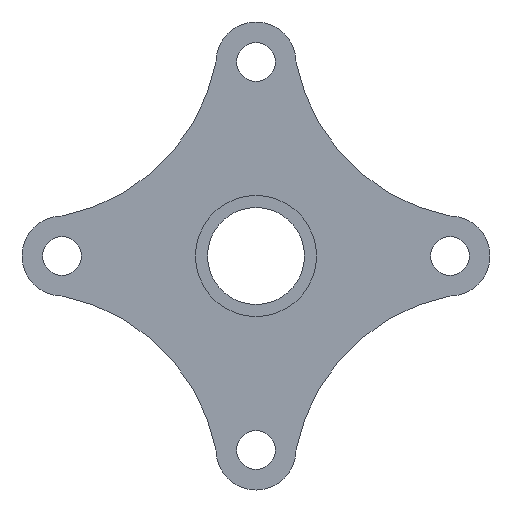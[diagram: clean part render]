
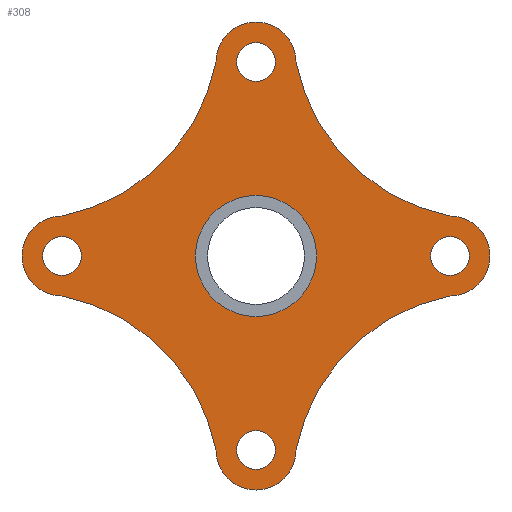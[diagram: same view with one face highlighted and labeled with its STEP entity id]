
A CAD part, left-side view. The second image highlights one B-rep face of the part: STEP entity #308.
In plain terms, the highlighted planar face has unit normal (-1, 0, 0).
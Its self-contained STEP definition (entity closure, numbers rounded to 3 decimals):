
#20=FACE_BOUND('',#62,.T.);
#21=FACE_BOUND('',#63,.T.);
#22=FACE_BOUND('',#64,.T.);
#23=FACE_BOUND('',#65,.T.);
#24=FACE_BOUND('',#66,.T.);
#27=PLANE('',#361);
#39=FACE_OUTER_BOUND('',#61,.T.);
#61=EDGE_LOOP('',(#249,#250,#251,#252,#253,#254,#255,#256));
#62=EDGE_LOOP('',(#257));
#63=EDGE_LOOP('',(#258));
#64=EDGE_LOOP('',(#259));
#65=EDGE_LOOP('',(#260));
#66=EDGE_LOOP('',(#261));
#102=CIRCLE('',#330,16.092);
#104=CIRCLE('',#333,16.092);
#106=CIRCLE('',#336,16.092);
#108=CIRCLE('',#339,16.092);
#119=CIRCLE('',#352,3.3);
#120=CIRCLE('',#354,3.3);
#121=CIRCLE('',#356,3.3);
#122=CIRCLE('',#358,3.3);
#123=CIRCLE('',#360,1.6);
#124=CIRCLE('',#362,1.6);
#125=CIRCLE('',#363,5.);
#126=CIRCLE('',#364,1.6);
#127=CIRCLE('',#365,1.6);
#130=VERTEX_POINT('',#482);
#131=VERTEX_POINT('',#483);
#134=VERTEX_POINT('',#491);
#135=VERTEX_POINT('',#492);
#138=VERTEX_POINT('',#500);
#139=VERTEX_POINT('',#501);
#142=VERTEX_POINT('',#509);
#143=VERTEX_POINT('',#510);
#151=VERTEX_POINT('',#541);
#152=VERTEX_POINT('',#545);
#153=VERTEX_POINT('',#547);
#154=VERTEX_POINT('',#549);
#155=VERTEX_POINT('',#551);
#158=EDGE_CURVE('',#130,#131,#102,.T.);
#162=EDGE_CURVE('',#134,#135,#104,.T.);
#166=EDGE_CURVE('',#138,#139,#106,.T.);
#170=EDGE_CURVE('',#142,#143,#108,.T.);
#183=EDGE_CURVE('',#143,#138,#119,.T.);
#184=EDGE_CURVE('',#135,#142,#120,.T.);
#185=EDGE_CURVE('',#131,#134,#121,.T.);
#186=EDGE_CURVE('',#139,#130,#122,.T.);
#188=EDGE_CURVE('',#151,#151,#123,.T.);
#189=EDGE_CURVE('',#152,#152,#124,.T.);
#190=EDGE_CURVE('',#153,#153,#125,.T.);
#191=EDGE_CURVE('',#154,#154,#126,.T.);
#192=EDGE_CURVE('',#155,#155,#127,.T.);
#249=ORIENTED_EDGE('',*,*,#158,.T.);
#250=ORIENTED_EDGE('',*,*,#185,.T.);
#251=ORIENTED_EDGE('',*,*,#162,.T.);
#252=ORIENTED_EDGE('',*,*,#184,.T.);
#253=ORIENTED_EDGE('',*,*,#170,.T.);
#254=ORIENTED_EDGE('',*,*,#183,.T.);
#255=ORIENTED_EDGE('',*,*,#166,.T.);
#256=ORIENTED_EDGE('',*,*,#186,.T.);
#257=ORIENTED_EDGE('',*,*,#188,.T.);
#258=ORIENTED_EDGE('',*,*,#189,.F.);
#259=ORIENTED_EDGE('',*,*,#190,.F.);
#260=ORIENTED_EDGE('',*,*,#191,.F.);
#261=ORIENTED_EDGE('',*,*,#192,.F.);
#308=ADVANCED_FACE('',(#39,#20,#21,#22,#23,#24),#27,.T.);
#330=AXIS2_PLACEMENT_3D('',#484,#378,#379);
#333=AXIS2_PLACEMENT_3D('',#493,#386,#387);
#336=AXIS2_PLACEMENT_3D('',#502,#394,#395);
#339=AXIS2_PLACEMENT_3D('',#511,#402,#403);
#352=AXIS2_PLACEMENT_3D('',#533,#430,#431);
#354=AXIS2_PLACEMENT_3D('',#535,#434,#435);
#356=AXIS2_PLACEMENT_3D('',#537,#438,#439);
#358=AXIS2_PLACEMENT_3D('',#539,#442,#443);
#360=AXIS2_PLACEMENT_3D('',#543,#447,#448);
#361=AXIS2_PLACEMENT_3D('',#544,#449,#450);
#362=AXIS2_PLACEMENT_3D('',#546,#451,#452);
#363=AXIS2_PLACEMENT_3D('',#548,#453,#454);
#364=AXIS2_PLACEMENT_3D('',#550,#455,#456);
#365=AXIS2_PLACEMENT_3D('',#552,#457,#458);
#378=DIRECTION('center_axis',(1.,0.,0.));
#379=DIRECTION('ref_axis',(0.,0.,-1.));
#386=DIRECTION('center_axis',(1.,0.,0.));
#387=DIRECTION('ref_axis',(0.,0.,-1.));
#394=DIRECTION('center_axis',(1.,0.,0.));
#395=DIRECTION('ref_axis',(0.,0.,-1.));
#402=DIRECTION('center_axis',(1.,0.,0.));
#403=DIRECTION('ref_axis',(0.,0.,-1.));
#430=DIRECTION('center_axis',(-1.,0.,0.));
#431=DIRECTION('ref_axis',(0.,1.,0.));
#434=DIRECTION('center_axis',(-1.,0.,0.));
#435=DIRECTION('ref_axis',(0.,0.,1.));
#438=DIRECTION('center_axis',(-1.,0.,0.));
#439=DIRECTION('ref_axis',(0.,-1.,0.));
#442=DIRECTION('center_axis',(-1.,0.,0.));
#443=DIRECTION('ref_axis',(0.,0.,
-1.));
#447=DIRECTION('center_axis',(1.,0.,0.));
#448=DIRECTION('ref_axis',(0.,0.,-1.));
#449=DIRECTION('center_axis',(-1.,0.,0.));
#450=DIRECTION('ref_axis',(0.,0.,1.));
#451=DIRECTION('center_axis',(-1.,0.,0.));
#452=DIRECTION('ref_axis',(0.,1.,0.));
#453=DIRECTION('center_axis',(-1.,0.,0.));
#454=DIRECTION('ref_axis',(0.,0.,1.));
#455=DIRECTION('center_axis',(-1.,0.,0.));
#456=DIRECTION('ref_axis',(0.,1.,0.));
#457=DIRECTION('center_axis',(-1.,0.,0.));
#458=DIRECTION('ref_axis',(0.,1.,0.));
#482=CARTESIAN_POINT('',(-10.891,29.996,-26.906));
#483=CARTESIAN_POINT('',(-10.891,17.296,-39.606));
#484=CARTESIAN_POINT('Origin',(-10.891,33.088,-42.697));
#491=CARTESIAN_POINT('',(-10.891,10.696,-39.606));
#492=CARTESIAN_POINT('',(-10.891,-2.004,-26.906));
#493=CARTESIAN_POINT('Origin',(-10.891,-5.095,-42.697));
#500=CARTESIAN_POINT('',(-10.891,17.296,-7.606));
#501=CARTESIAN_POINT('',(-10.891,29.996,-20.306));
#502=CARTESIAN_POINT('Origin',(-10.891,33.088,-4.514));
#509=CARTESIAN_POINT('',(-10.891,-2.004,-20.306));
#510=CARTESIAN_POINT('',(-10.891,10.696,-7.606));
#511=CARTESIAN_POINT('Origin',(-10.891,-5.095,-4.514));
#533=CARTESIAN_POINT('Origin',(-10.891,13.996,-7.606));
#535=CARTESIAN_POINT('Origin',(-10.891,-2.004,-23.606));
#537=CARTESIAN_POINT('Origin',(-10.891,13.996,-39.606));
#539=CARTESIAN_POINT('Origin',(-10.891,29.996,-23.606));
#541=CARTESIAN_POINT('',(-10.891,-2.004,-22.006));
#543=CARTESIAN_POINT('Origin',(-10.891,-2.004,-23.606));
#544=CARTESIAN_POINT('Origin',(-10.891,13.996,-23.606));
#545=CARTESIAN_POINT('',(-10.891,12.396,-7.606));
#546=CARTESIAN_POINT('Origin',(-10.891,13.996,-7.606));
#547=CARTESIAN_POINT('',(-10.891,13.996,-28.606));
#548=CARTESIAN_POINT('Origin',(-10.891,13.996,-23.606));
#549=CARTESIAN_POINT('',(-10.891,12.396,-39.606));
#550=CARTESIAN_POINT('Origin',(-10.891,13.996,-39.606));
#551=CARTESIAN_POINT('',(-10.891,28.396,-23.606));
#552=CARTESIAN_POINT('Origin',(-10.891,29.996,-23.606));
